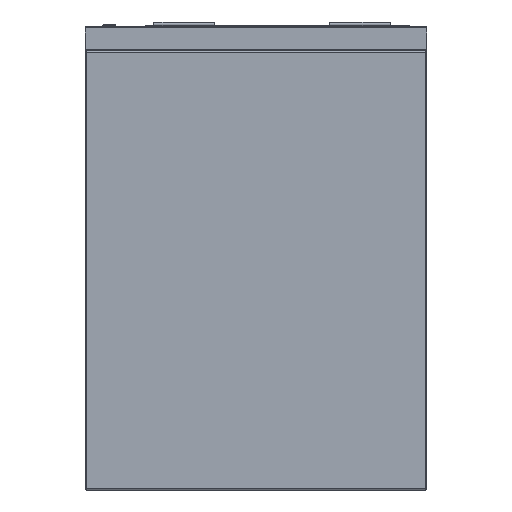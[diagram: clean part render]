
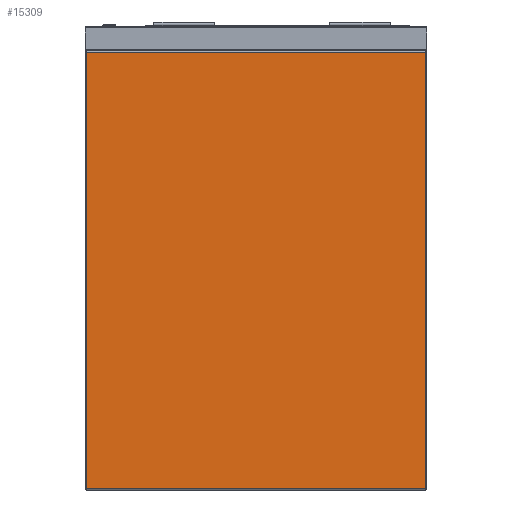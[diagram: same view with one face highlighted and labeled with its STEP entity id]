
A CAD part, left-side view. The second image highlights one B-rep face of the part: STEP entity #15309.
In plain terms, the highlighted planar face has unit normal (-1, 0, 0).
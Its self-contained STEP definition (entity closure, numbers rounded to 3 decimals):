
#1345 = FACE_OUTER_BOUND ( 'NONE', #7143, .T. ) ;
#1744 = ORIENTED_EDGE ( 'NONE', *, *, #19280, .T. ) ;
#2358 = VERTEX_POINT ( 'NONE', #18707 ) ;
#2619 = CARTESIAN_POINT ( 'NONE',  ( -1030., 280., -42. ) ) ;
#3759 = VECTOR ( 'NONE', #16188, 1000. ) ;
#4495 = LINE ( 'NONE', #7807, #18779 ) ;
#4573 = LINE ( 'NONE', #9117, #9760 ) ;
#4985 = CARTESIAN_POINT ( 'NONE',  ( -1030., 278., -42. ) ) ;
#5984 = DIRECTION ( 'NONE',  ( -1., 0., 0. ) ) ;
#7143 = EDGE_LOOP ( 'NONE', ( #18787, #13490, #12823, #1744 ) ) ;
#7501 = PLANE ( 'NONE',  #18702 ) ;
#7807 = CARTESIAN_POINT ( 'NONE',  ( -1030., -278., -760. ) ) ;
#8282 = VECTOR ( 'NONE', #19170, 1000. ) ;
#8412 = VERTEX_POINT ( 'NONE', #13485 ) ;
#8931 = DIRECTION ( 'NONE',  ( 0., -1., 0. ) ) ;
#9117 = CARTESIAN_POINT ( 'NONE',  ( -1030., -280., -758. ) ) ;
#9242 = DIRECTION ( 'NONE',  ( 0., 0., 1. ) ) ;
#9760 = VECTOR ( 'NONE', #8931, 1000. ) ;
#10144 = CARTESIAN_POINT ( 'NONE',  ( -1030., -278., -42. ) ) ;
#10625 = VERTEX_POINT ( 'NONE', #10144 ) ;
#10627 = EDGE_CURVE ( 'NONE', #10625, #15364, #11765, .T. ) ;
#11765 = LINE ( 'NONE', #2619, #3759 ) ;
#11990 = EDGE_CURVE ( 'NONE', #15364, #2358, #13210, .T. ) ;
#12179 = DIRECTION ( 'NONE',  ( 0., 0., 1. ) ) ;
#12823 = ORIENTED_EDGE ( 'NONE', *, *, #11990, .T. ) ;
#13210 = LINE ( 'NONE', #18964, #8282 ) ;
#13485 = CARTESIAN_POINT ( 'NONE',  ( -1030., -278., -758. ) ) ;
#13490 = ORIENTED_EDGE ( 'NONE', *, *, #10627, .T. ) ;
#13688 = CARTESIAN_POINT ( 'NONE',  ( -1030., -280., -760. ) ) ;
#15309 = ADVANCED_FACE ( 'Fl�che7', ( #1345 ), #7501, .T. ) ;
#15364 = VERTEX_POINT ( 'NONE', #4985 ) ;
#16188 = DIRECTION ( 'NONE',  ( 0., 1., 0. ) ) ;
#18702 = AXIS2_PLACEMENT_3D ( 'NONE', #13688, #5984, #12179 ) ;
#18707 = CARTESIAN_POINT ( 'NONE',  ( -1030., 278., -758. ) ) ;
#18779 = VECTOR ( 'NONE', #9242, 1000. ) ;
#18787 = ORIENTED_EDGE ( 'NONE', *, *, #18791, .T. ) ;
#18791 = EDGE_CURVE ( 'NONE', #8412, #10625, #4495, .T. ) ;
#18964 = CARTESIAN_POINT ( 'NONE',  ( -1030., 278., -760. ) ) ;
#19170 = DIRECTION ( 'NONE',  ( 0., 0., -1. ) ) ;
#19280 = EDGE_CURVE ( 'NONE', #2358, #8412, #4573, .T. ) ;
